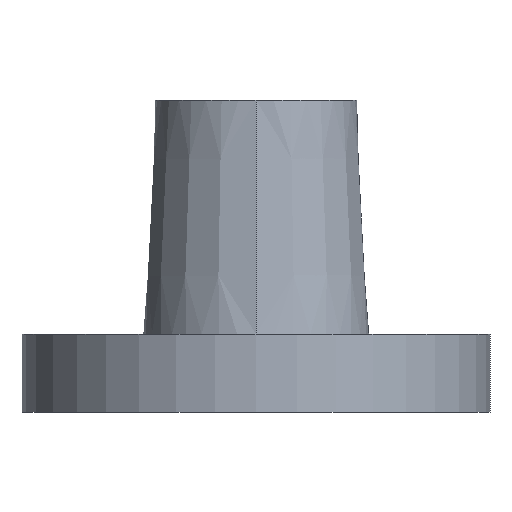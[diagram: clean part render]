
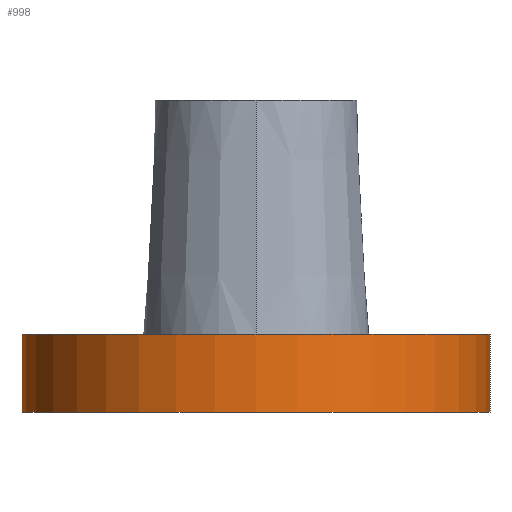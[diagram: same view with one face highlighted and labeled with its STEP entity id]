
A CAD part, left-side view. The second image highlights one B-rep face of the part: STEP entity #998.
In plain terms, the highlighted cylindrical face has radius 1.5 mm (diameter 3 mm), a partial arc.
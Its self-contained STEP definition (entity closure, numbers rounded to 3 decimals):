
#45 = PLANE('',#46);
#46 = AXIS2_PLACEMENT_3D('',#47,#48,#49);
#47 = CARTESIAN_POINT('',(13.481,17.563,21.85));
#48 = DIRECTION('',(0.,0.,-1.));
#49 = DIRECTION('',(-1.,0.,0.));
#102 = PLANE('',#103);
#103 = AXIS2_PLACEMENT_3D('',#104,#105,#106);
#104 = CARTESIAN_POINT('',(14.981,19.063,21.35));
#105 = DIRECTION('',(0.,0.,1.));
#106 = DIRECTION('',(1.,0.,0.));
#434 = VERTEX_POINT('',#435);
#435 = CARTESIAN_POINT('',(14.981,17.563,21.85));
#450 = CYLINDRICAL_SURFACE('',#451,1.5);
#451 = AXIS2_PLACEMENT_3D('',#452,#453,#454);
#452 = CARTESIAN_POINT('',(14.981,19.063,21.35));
#453 = DIRECTION('',(-0.,-0.,-1.));
#454 = DIRECTION('',(0.,1.,0.));
#577 = VERTEX_POINT('',#578);
#578 = CARTESIAN_POINT('',(14.981,20.563,21.85));
#600 = EDGE_CURVE('',#434,#577,#601,.T.);
#601 = SURFACE_CURVE('',#602,(#607,#614),.PCURVE_S1.);
#602 = CIRCLE('',#603,1.5);
#603 = AXIS2_PLACEMENT_3D('',#604,#605,#606);
#604 = CARTESIAN_POINT('',(14.981,19.063,21.85));
#605 = DIRECTION('',(0.,0.,-1.));
#606 = DIRECTION('',(0.,1.,0.));
#607 = PCURVE('',#45,#608);
#608 = DEFINITIONAL_REPRESENTATION('',(#609),#613);
#609 = CIRCLE('',#610,1.5);
#610 = AXIS2_PLACEMENT_2D('',#611,#612);
#611 = CARTESIAN_POINT('',(-1.5,1.5));
#612 = DIRECTION('',(0.,1.));
#613 = ( GEOMETRIC_REPRESENTATION_CONTEXT(2) 
PARAMETRIC_REPRESENTATION_CONTEXT() REPRESENTATION_CONTEXT('2D SPACE',''
  ) );
#614 = PCURVE('',#615,#620);
#615 = CYLINDRICAL_SURFACE('',#616,1.5);
#616 = AXIS2_PLACEMENT_3D('',#617,#618,#619);
#617 = CARTESIAN_POINT('',(14.981,19.063,21.35));
#618 = DIRECTION('',(-0.,-0.,-1.));
#619 = DIRECTION('',(0.,1.,0.));
#620 = DEFINITIONAL_REPRESENTATION('',(#621),#625);
#621 = LINE('',#622,#623);
#622 = CARTESIAN_POINT('',(0.,-0.5));
#623 = VECTOR('',#624,1.);
#624 = DIRECTION('',(1.,0.));
#625 = ( GEOMETRIC_REPRESENTATION_CONTEXT(2) 
PARAMETRIC_REPRESENTATION_CONTEXT() REPRESENTATION_CONTEXT('2D SPACE',''
  ) );
#998 = ADVANCED_FACE('',(#999),#615,.T.);
#999 = FACE_BOUND('',#1000,.T.);
#1000 = EDGE_LOOP('',(#1001,#1024,#1048,#1069));
#1001 = ORIENTED_EDGE('',*,*,#1002,.F.);
#1002 = EDGE_CURVE('',#1003,#577,#1005,.T.);
#1003 = VERTEX_POINT('',#1004);
#1004 = CARTESIAN_POINT('',(14.981,20.563,21.35));
#1005 = SURFACE_CURVE('',#1006,(#1010,#1017),.PCURVE_S1.);
#1006 = LINE('',#1007,#1008);
#1007 = CARTESIAN_POINT('',(14.981,20.563,21.35));
#1008 = VECTOR('',#1009,1.);
#1009 = DIRECTION('',(0.,0.,1.));
#1010 = PCURVE('',#615,#1011);
#1011 = DEFINITIONAL_REPRESENTATION('',(#1012),#1016);
#1012 = LINE('',#1013,#1014);
#1013 = CARTESIAN_POINT('',(6.283,0.));
#1014 = VECTOR('',#1015,1.);
#1015 = DIRECTION('',(0.,-1.));
#1016 = ( GEOMETRIC_REPRESENTATION_CONTEXT(2) 
PARAMETRIC_REPRESENTATION_CONTEXT() REPRESENTATION_CONTEXT('2D SPACE',''
  ) );
#1017 = PCURVE('',#450,#1018);
#1018 = DEFINITIONAL_REPRESENTATION('',(#1019),#1023);
#1019 = LINE('',#1020,#1021);
#1020 = CARTESIAN_POINT('',(0.,0.));
#1021 = VECTOR('',#1022,1.);
#1022 = DIRECTION('',(0.,-1.));
#1023 = ( GEOMETRIC_REPRESENTATION_CONTEXT(2) 
PARAMETRIC_REPRESENTATION_CONTEXT() REPRESENTATION_CONTEXT('2D SPACE',''
  ) );
#1024 = ORIENTED_EDGE('',*,*,#1025,.T.);
#1025 = EDGE_CURVE('',#1003,#1026,#1028,.T.);
#1026 = VERTEX_POINT('',#1027);
#1027 = CARTESIAN_POINT('',(14.981,17.563,21.35));
#1028 = SURFACE_CURVE('',#1029,(#1034,#1041),.PCURVE_S1.);
#1029 = CIRCLE('',#1030,1.5);
#1030 = AXIS2_PLACEMENT_3D('',#1031,#1032,#1033);
#1031 = CARTESIAN_POINT('',(14.981,19.063,21.35));
#1032 = DIRECTION('',(0.,0.,1.));
#1033 = DIRECTION('',(0.,1.,0.));
#1034 = PCURVE('',#615,#1035);
#1035 = DEFINITIONAL_REPRESENTATION('',(#1036),#1040);
#1036 = LINE('',#1037,#1038);
#1037 = CARTESIAN_POINT('',(6.283,0.));
#1038 = VECTOR('',#1039,1.);
#1039 = DIRECTION('',(-1.,0.));
#1040 = ( GEOMETRIC_REPRESENTATION_CONTEXT(2) 
PARAMETRIC_REPRESENTATION_CONTEXT() REPRESENTATION_CONTEXT('2D SPACE',''
  ) );
#1041 = PCURVE('',#102,#1042);
#1042 = DEFINITIONAL_REPRESENTATION('',(#1043),#1047);
#1043 = CIRCLE('',#1044,1.5);
#1044 = AXIS2_PLACEMENT_2D('',#1045,#1046);
#1045 = CARTESIAN_POINT('',(0.,0.));
#1046 = DIRECTION('',(0.,1.));
#1047 = ( GEOMETRIC_REPRESENTATION_CONTEXT(2) 
PARAMETRIC_REPRESENTATION_CONTEXT() REPRESENTATION_CONTEXT('2D SPACE',''
  ) );
#1048 = ORIENTED_EDGE('',*,*,#1049,.F.);
#1049 = EDGE_CURVE('',#434,#1026,#1050,.T.);
#1050 = SURFACE_CURVE('',#1051,(#1055,#1062),.PCURVE_S1.);
#1051 = LINE('',#1052,#1053);
#1052 = CARTESIAN_POINT('',(14.981,17.563,21.35));
#1053 = VECTOR('',#1054,1.);
#1054 = DIRECTION('',(-0.,-0.,-1.));
#1055 = PCURVE('',#615,#1056);
#1056 = DEFINITIONAL_REPRESENTATION('',(#1057),#1061);
#1057 = LINE('',#1058,#1059);
#1058 = CARTESIAN_POINT('',(3.142,0.));
#1059 = VECTOR('',#1060,1.);
#1060 = DIRECTION('',(0.,1.));
#1061 = ( GEOMETRIC_REPRESENTATION_CONTEXT(2) 
PARAMETRIC_REPRESENTATION_CONTEXT() REPRESENTATION_CONTEXT('2D SPACE',''
  ) );
#1062 = PCURVE('',#450,#1063);
#1063 = DEFINITIONAL_REPRESENTATION('',(#1064),#1068);
#1064 = LINE('',#1065,#1066);
#1065 = CARTESIAN_POINT('',(3.142,0.));
#1066 = VECTOR('',#1067,1.);
#1067 = DIRECTION('',(0.,1.));
#1068 = ( GEOMETRIC_REPRESENTATION_CONTEXT(2) 
PARAMETRIC_REPRESENTATION_CONTEXT() REPRESENTATION_CONTEXT('2D SPACE',''
  ) );
#1069 = ORIENTED_EDGE('',*,*,#600,.T.);
